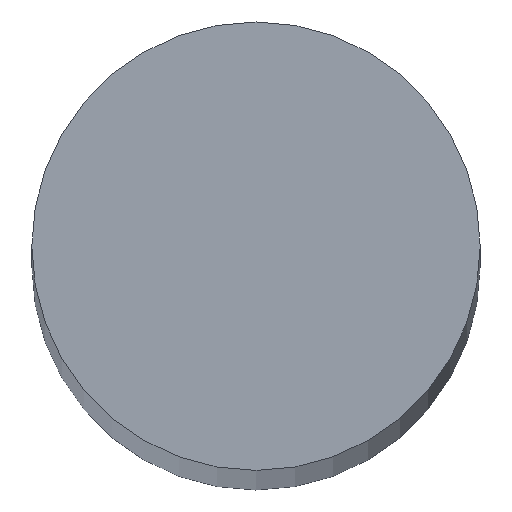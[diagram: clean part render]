
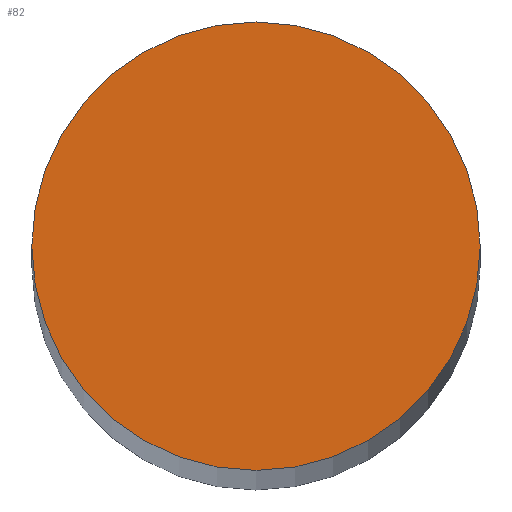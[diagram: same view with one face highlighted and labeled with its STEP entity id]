
A CAD part, top view. The second image highlights one B-rep face of the part: STEP entity #82.
In plain terms, the highlighted planar face has unit normal (0, 0, 1).
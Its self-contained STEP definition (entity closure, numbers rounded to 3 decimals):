
#6 = ORIENTED_EDGE ( 'NONE', *, *, #155, .T. ) ;
#8 = CARTESIAN_POINT ( 'NONE',  ( 10., 0., 500. ) ) ;
#13 = DIRECTION ( 'NONE',  ( 0., 0., 1. ) ) ;
#21 = DIRECTION ( 'NONE',  ( 1., 0., 0. ) ) ;
#22 = VERTEX_POINT ( 'NONE', #8 ) ;
#31 = EDGE_LOOP ( 'NONE', ( #95, #6 ) ) ;
#37 = VERTEX_POINT ( 'NONE', #141 ) ;
#38 = DIRECTION ( 'NONE',  ( 1., 0., 0. ) ) ;
#69 = CIRCLE ( 'NONE', #112, 10. ) ;
#76 = DIRECTION ( 'NONE',  ( 0., 0., 1. ) ) ;
#77 = DIRECTION ( 'NONE',  ( 1., 0., 0. ) ) ;
#78 = PLANE ( 'NONE',  #105 ) ;
#82 = ADVANCED_FACE ( 'NONE', ( #91 ), #78, .T. ) ;
#86 = CARTESIAN_POINT ( 'NONE',  ( 0., 0., 500. ) ) ;
#91 = FACE_OUTER_BOUND ( 'NONE', #31, .T. ) ;
#95 = ORIENTED_EDGE ( 'NONE', *, *, #159, .T. ) ;
#105 = AXIS2_PLACEMENT_3D ( 'NONE', #125, #13, #38 ) ;
#112 = AXIS2_PLACEMENT_3D ( 'NONE', #114, #128, #21 ) ;
#114 = CARTESIAN_POINT ( 'NONE',  ( 0., 0., 500. ) ) ;
#125 = CARTESIAN_POINT ( 'NONE',  ( 0., 0., 500. ) ) ;
#128 = DIRECTION ( 'NONE',  ( 0., 0., 1. ) ) ;
#141 = CARTESIAN_POINT ( 'NONE',  ( -10., 0., 500. ) ) ;
#155 = EDGE_CURVE ( 'NONE', #22, #37, #69, .T. ) ;
#159 = EDGE_CURVE ( 'NONE', #37, #22, #174, .T. ) ;
#163 = AXIS2_PLACEMENT_3D ( 'NONE', #86, #76, #77 ) ;
#174 = CIRCLE ( 'NONE', #163, 10. ) ;
